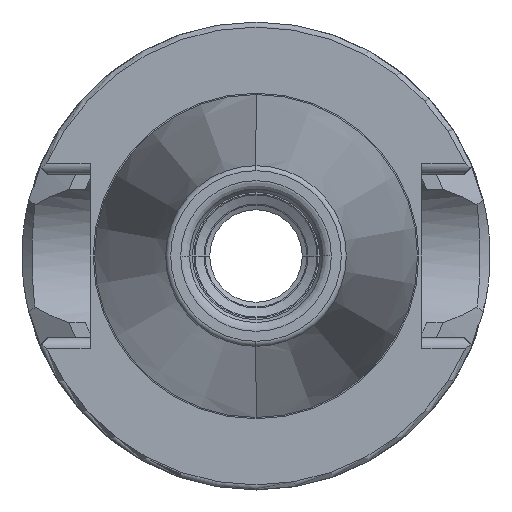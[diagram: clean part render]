
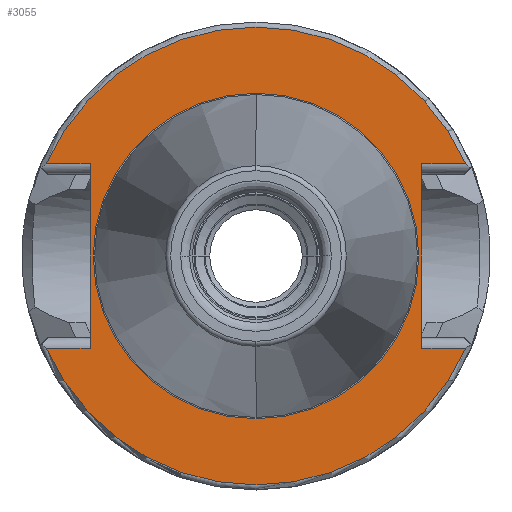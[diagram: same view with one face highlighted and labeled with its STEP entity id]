
A CAD part, left-side view. The second image highlights one B-rep face of the part: STEP entity #3055.
In plain terms, the highlighted planar face has unit normal (-1, 0, 0).
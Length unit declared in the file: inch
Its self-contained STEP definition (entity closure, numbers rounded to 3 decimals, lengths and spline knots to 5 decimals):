
#704=CARTESIAN_POINT('',(0.07874,-0.81101,
-0.3563));
#719=CARTESIAN_POINT('',(0.07874,0.81101,
-0.3563));
#726=CARTESIAN_POINT('',(0.07874,0.,0.));
#727=DIRECTION('',(-1.,0.,0.));
#728=DIRECTION('',(0.,0.916,-0.402));
#729=AXIS2_PLACEMENT_3D('',#726,#727,#728);
#731=CARTESIAN_POINT('',(0.07874,-0.81101,
0.3563));
#738=CARTESIAN_POINT('',(0.07874,0.,0.));
#739=DIRECTION('',(-1.,0.,0.));
#740=DIRECTION('',(0.,-0.916,0.402));
#741=AXIS2_PLACEMENT_3D('',#738,#739,#740);
#748=CARTESIAN_POINT('',(0.07874,0.81101,
0.3563));
#786=DIRECTION('',(0.,0.,1.));
#787=VECTOR('',#786,0.7126);
#788=CARTESIAN_POINT('',(0.07874,-0.64173,
-0.3563));
#789=LINE('',#788,#787);
#813=CARTESIAN_POINT('',(0.07874,0.,0.));
#814=DIRECTION('',(1.,0.,0.));
#815=DIRECTION('',(0.,0.,1.));
#816=AXIS2_PLACEMENT_3D('',#813,#814,#815);
#818=CARTESIAN_POINT('',(0.07874,0.,0.));
#819=DIRECTION('',(1.,0.,0.));
#820=DIRECTION('',(0.,0.,-1.));
#821=AXIS2_PLACEMENT_3D('',#818,#819,#820);
#823=DIRECTION('',(0.,1.,0.));
#824=VECTOR('',#823,0.16928);
#825=CARTESIAN_POINT('',(0.07874,-0.81101,
-0.3563));
#826=LINE('',#825,#824);
#827=DIRECTION('',(0.,1.,0.));
#828=VECTOR('',#827,0.16928);
#829=CARTESIAN_POINT('',(0.07874,0.64173,
-0.3563));
#830=LINE('',#829,#828);
#831=DIRECTION('',(0.,-1.,0.));
#832=VECTOR('',#831,0.16928);
#833=CARTESIAN_POINT('',(0.07874,0.81101,
0.3563));
#834=LINE('',#833,#832);
#835=DIRECTION('',(0.,-1.,0.));
#836=VECTOR('',#835,0.16928);
#837=CARTESIAN_POINT('',(0.07874,-0.64173,
0.3563));
#838=LINE('',#837,#836);
#1113=DIRECTION('',(0.,0.,-1.));
#1114=VECTOR('',#1113,0.7126);
#1115=CARTESIAN_POINT('',(0.07874,0.64173,
0.3563));
#1116=LINE('',#1115,#1114);
#1654=CARTESIAN_POINT('',(0.07874,0.,0.62992));
#1655=CARTESIAN_POINT('',(0.07874,0.,-0.62992));
#1656=VERTEX_POINT('',#1654);
#1657=VERTEX_POINT('',#1655);
#1726=VERTEX_POINT('',#719);
#1731=CARTESIAN_POINT('',(0.07874,0.64173,
-0.3563));
#1732=VERTEX_POINT('',#1731);
#1738=VERTEX_POINT('',#748);
#1739=CARTESIAN_POINT('',(0.07874,0.64173,
0.3563));
#1740=VERTEX_POINT('',#1739);
#1794=VERTEX_POINT('',#704);
#1795=CARTESIAN_POINT('',(0.07874,-0.64173,
-0.3563));
#1796=VERTEX_POINT('',#1795);
#1797=VERTEX_POINT('',#731);
#1802=CARTESIAN_POINT('',(0.07874,-0.64173,
0.3563));
#1803=VERTEX_POINT('',#1802);
#3031=CARTESIAN_POINT('',(0.07874,0.,0.));
#3032=DIRECTION('',(1.,0.,0.));
#3033=DIRECTION('',(0.,0.,1.));
#3034=AXIS2_PLACEMENT_3D('',#3031,#3032,#3033);
#3035=PLANE('',#3034);
#3036=ORIENTED_EDGE('',*,*,#2976,.F.);
#3037=ORIENTED_EDGE('',*,*,#2944,.F.);
#3039=ORIENTED_EDGE('',*,*,#3038,.F.);
#3041=ORIENTED_EDGE('',*,*,#3040,.F.);
#3043=ORIENTED_EDGE('',*,*,#3042,.F.);
#3044=ORIENTED_EDGE('',*,*,#2955,.F.);
#3045=ORIENTED_EDGE('',*,*,#2925,.F.);
#3046=ORIENTED_EDGE('',*,*,#3007,.F.);
#3047=EDGE_LOOP('',(#3036,#3037,#3039,#3041,#3043,#3044,#3045,#3046));
#3048=FACE_OUTER_BOUND('',#3047,.F.);
#3050=ORIENTED_EDGE('',*,*,#3049,.F.);
#3052=ORIENTED_EDGE('',*,*,#3051,.F.);
#3053=EDGE_LOOP('',(#3050,#3052));
#3054=FACE_BOUND('',#3053,.F.);
#3055=ADVANCED_FACE('',(#3048,#3054),#3035,.F.);
#730=CIRCLE('',#729,0.88583);
#742=CIRCLE('',#741,0.88583);
#817=CIRCLE('',#816,0.62992);
#822=CIRCLE('',#821,0.62992);
#2925=EDGE_CURVE('',#1803,#1797,#838,.T.);
#2944=EDGE_CURVE('',#1726,#1794,#730,.T.);
#2955=EDGE_CURVE('',#1797,#1738,#742,.T.);
#2976=EDGE_CURVE('',#1794,#1796,#826,.T.);
#3007=EDGE_CURVE('',#1796,#1803,#789,.T.);
#3038=EDGE_CURVE('',#1732,#1726,#830,.T.);
#3040=EDGE_CURVE('',#1740,#1732,#1116,.T.);
#3042=EDGE_CURVE('',#1738,#1740,#834,.T.);
#3049=EDGE_CURVE('',#1656,#1657,#817,.T.);
#3051=EDGE_CURVE('',#1657,#1656,#822,.T.);
